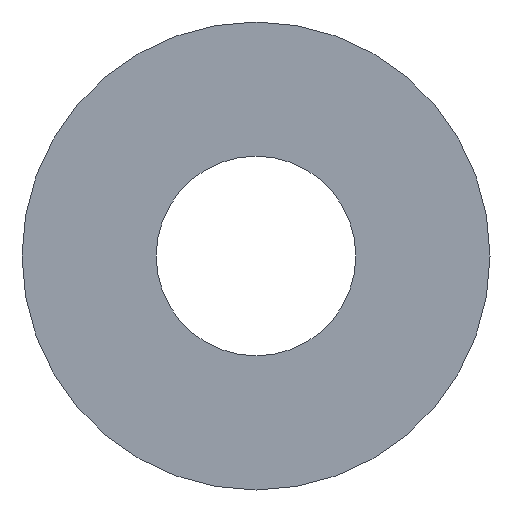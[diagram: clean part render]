
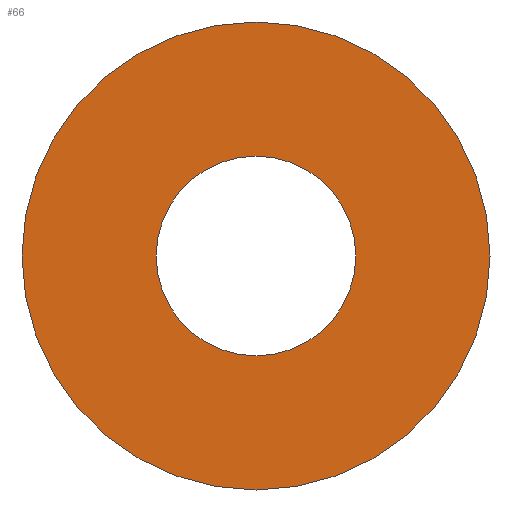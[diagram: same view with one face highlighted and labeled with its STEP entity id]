
A CAD part, front view. The second image highlights one B-rep face of the part: STEP entity #66.
In plain terms, the highlighted planar face has unit normal (0, -1, 0).
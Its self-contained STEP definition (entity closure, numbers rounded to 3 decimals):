
#15=FACE_BOUND('',#30,.T.);
#17=PLANE('',#97);
#24=FACE_OUTER_BOUND('',#29,.T.);
#29=EDGE_LOOP('',(#59));
#30=EDGE_LOOP('',(#60));
#35=CIRCLE('',#91,5.95);
#38=CIRCLE('',#95,13.95);
#39=VERTEX_POINT('',#120);
#42=VERTEX_POINT('',#128);
#43=EDGE_CURVE('',#39,#39,#35,.T.);
#48=EDGE_CURVE('',#42,#42,#38,.T.);
#59=ORIENTED_EDGE('',*,*,#48,.F.);
#60=ORIENTED_EDGE('',*,*,#43,.F.);
#66=ADVANCED_FACE('',(#24,#15),#17,.F.);
#91=AXIS2_PLACEMENT_3D('',#121,#102,#103);
#95=AXIS2_PLACEMENT_3D('',#130,#112,#113);
#97=AXIS2_PLACEMENT_3D('',#132,#116,#117);
#102=DIRECTION('center_axis',(0.,-1.,0.));
#103=DIRECTION('ref_axis',(1.,0.,0.));
#112=DIRECTION('center_axis',(0.,1.,0.));
#113=DIRECTION('ref_axis',(-1.,0.,0.));
#116=DIRECTION('center_axis',(0.,1.,0.));
#117=DIRECTION('ref_axis',(0.,0.,1.));
#120=CARTESIAN_POINT('',(-5.95,0.,0.));
#121=CARTESIAN_POINT('Origin',(0.,0.,0.));
#128=CARTESIAN_POINT('',(13.95,0.,0.));
#130=CARTESIAN_POINT('Origin',(0.,0.,0.));
#132=CARTESIAN_POINT('Origin',(0.,0.,0.));
